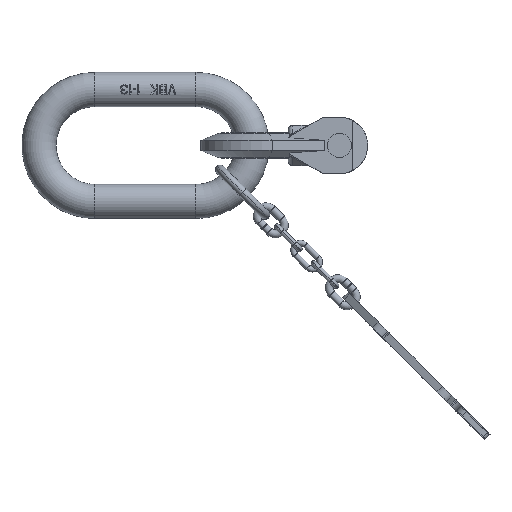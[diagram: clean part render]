
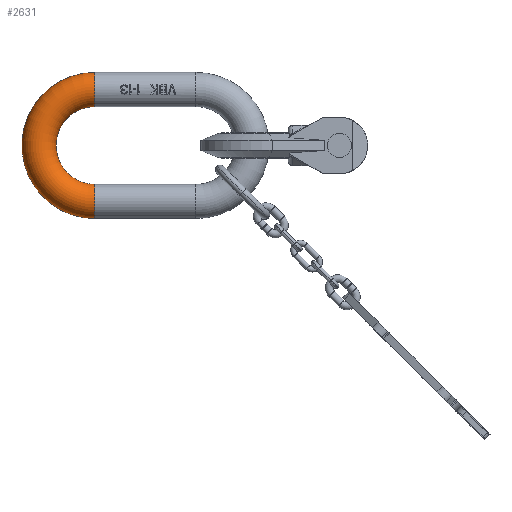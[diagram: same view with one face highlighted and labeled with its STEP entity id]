
A CAD part, top view. The second image highlights one B-rep face of the part: STEP entity #2631.
In plain terms, the highlighted toroidal (fillet/blend) face has major radius 36 mm and minor radius 11 mm.
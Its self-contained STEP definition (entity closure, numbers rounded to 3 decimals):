
#97=CARTESIAN_POINT('',(25.,-36.,0.));
#98=DIRECTION('',(1.,0.,0.));
#99=DIRECTION('',(0.,1.,0.));
#100=AXIS2_PLACEMENT_3D('',#97,#98,#99);
#106=CARTESIAN_POINT('',(25.,36.,0.));
#107=DIRECTION('',(-1.,0.,0.));
#108=DIRECTION('',(0.,-1.,0.));
#109=AXIS2_PLACEMENT_3D('',#106,#107,#108);
#111=CARTESIAN_POINT('',(25.,25.,0.));
#112=CARTESIAN_POINT('',(23.691,25.,0.));
#113=CARTESIAN_POINT('',(21.073,24.794,0.));
#114=CARTESIAN_POINT('',(17.243,23.874,0.));
#115=CARTESIAN_POINT('',(13.603,22.367,0.));
#116=CARTESIAN_POINT('',(10.245,20.309,0.));
#117=CARTESIAN_POINT('',(7.249,17.751,0.));
#118=CARTESIAN_POINT('',(4.691,14.755,0.));
#119=CARTESIAN_POINT('',(2.633,11.397,0.));
#120=CARTESIAN_POINT('',(1.126,7.757,0.));
#121=CARTESIAN_POINT('',(0.206,3.927,0.));
#122=CARTESIAN_POINT('',(-0.103,0.,0.));
#123=CARTESIAN_POINT('',(0.206,-3.927,0.));
#124=CARTESIAN_POINT('',(1.126,-7.757,0.));
#125=CARTESIAN_POINT('',(2.633,-11.397,0.));
#126=CARTESIAN_POINT('',(4.691,-14.755,0.));
#127=CARTESIAN_POINT('',(7.249,-17.751,0.));
#128=CARTESIAN_POINT('',(10.245,-20.309,0.));
#129=CARTESIAN_POINT('',(13.603,-22.367,0.));
#130=CARTESIAN_POINT('',(17.243,-23.874,0.));
#131=CARTESIAN_POINT('',(21.073,-24.794,0.));
#132=CARTESIAN_POINT('',(23.691,-25.,0.));
#133=CARTESIAN_POINT('',(25.,-25.,0.));
#140=CARTESIAN_POINT('',(25.,47.,0.));
#141=CARTESIAN_POINT('',(22.86,47.,0.));
#142=CARTESIAN_POINT('',(18.58,46.707,0.));
#143=CARTESIAN_POINT('',(12.28,45.398,0.));
#144=CARTESIAN_POINT('',(6.217,43.243,0.));
#145=CARTESIAN_POINT('',(0.504,40.283,0.));
#146=CARTESIAN_POINT('',(-4.754,36.572,0.));
#147=CARTESIAN_POINT('',(-9.456,32.18,0.));
#148=CARTESIAN_POINT('',(-13.517,27.188,0.));
#149=CARTESIAN_POINT('',(-16.861,21.69,0.));
#150=CARTESIAN_POINT('',(-19.424,15.788,0.));
#151=CARTESIAN_POINT('',(-21.16,9.592,0.));
#152=CARTESIAN_POINT('',(-22.036,3.217,0.));
#153=CARTESIAN_POINT('',(-22.036,-3.217,0.));
#154=CARTESIAN_POINT('',(-21.16,-9.592,0.));
#155=CARTESIAN_POINT('',(-19.424,-15.788,0.));
#156=CARTESIAN_POINT('',(-16.861,-21.69,0.));
#157=CARTESIAN_POINT('',(-13.517,-27.188,0.));
#158=CARTESIAN_POINT('',(-9.456,-32.18,0.));
#159=CARTESIAN_POINT('',(-4.754,-36.572,0.));
#160=CARTESIAN_POINT('',(0.504,-40.283,0.));
#161=CARTESIAN_POINT('',(6.217,-43.243,0.));
#162=CARTESIAN_POINT('',(12.28,-45.398,0.));
#163=CARTESIAN_POINT('',(18.58,-46.707,0.));
#164=CARTESIAN_POINT('',(22.86,-47.,0.));
#165=CARTESIAN_POINT('',(25.,-47.,0.));
#1871=CARTESIAN_POINT('',(25.,25.,0.));
#1872=CARTESIAN_POINT('',(25.,47.,0.));
#1873=VERTEX_POINT('',#1871);
#1874=VERTEX_POINT('',#1872);
#1875=CARTESIAN_POINT('',(25.,-25.,0.));
#1876=CARTESIAN_POINT('',(25.,-47.,0.));
#1877=VERTEX_POINT('',#1875);
#1878=VERTEX_POINT('',#1876);
#2618=CARTESIAN_POINT('',(25.,0.,0.));
#2619=DIRECTION('',(0.,0.,1.));
#2620=DIRECTION('',(0.,-1.,0.));
#2621=AXIS2_PLACEMENT_3D('',#2618,#2619,#2620);
#2622=TOROIDAL_SURFACE('',#2621,36.,11.);
#2623=ORIENTED_EDGE('',*,*,#2341,.F.);
#2625=ORIENTED_EDGE('',*,*,#2624,.T.);
#2626=ORIENTED_EDGE('',*,*,#2608,.T.);
#2628=ORIENTED_EDGE('',*,*,#2627,.F.);
#2629=EDGE_LOOP('',(#2623,#2625,#2626,#2628));
#2630=FACE_OUTER_BOUND('',#2629,.F.);
#2631=ADVANCED_FACE('',(#2630),#2622,.T.);
#101=CIRCLE('',#100,11.);
#110=CIRCLE('',#109,11.);
#134=B_SPLINE_CURVE_WITH_KNOTS('',3,(#111,#112,#113,#114,#115,#116,#117,#118,
#119,#120,#121,#122,#123,#124,#125,#126,#127,#128,#129,#130,#131,#132,#133),
.UNSPECIFIED.,.F.,.F.,(4,1,1,1,1,1,1,1,1,1,1,1,1,1,1,1,1,1,1,1,4),(0.,0.05,
0.1,0.15,0.2,0.25,0.3,0.35,0.4,0.45,0.5,0.55,0.6,0.65,
0.7,0.75,0.8,0.85,0.9,0.95,1.),.UNSPECIFIED.);
#166=B_SPLINE_CURVE_WITH_KNOTS('',3,(#140,#141,#142,#143,#144,#145,#146,#147,
#148,#149,#150,#151,#152,#153,#154,#155,#156,#157,#158,#159,#160,#161,#162,#163,
#164,#165),.UNSPECIFIED.,.F.,.F.,(4,1,1,1,1,1,1,1,1,1,1,1,1,1,1,1,1,1,1,1,1,1,1,
4),(0.,0.043,0.087,0.13,
0.174,0.217,0.261,0.304,
0.348,0.391,0.435,0.478,
0.522,0.565,0.609,0.652,
0.696,0.739,0.783,0.826,
0.87,0.913,0.957,1.),.UNSPECIFIED.);
#2341=EDGE_CURVE('',#1873,#1874,#110,.T.);
#2608=EDGE_CURVE('',#1877,#1878,#101,.T.);
#2624=EDGE_CURVE('',#1873,#1877,#134,.T.);
#2627=EDGE_CURVE('',#1874,#1878,#166,.T.);
